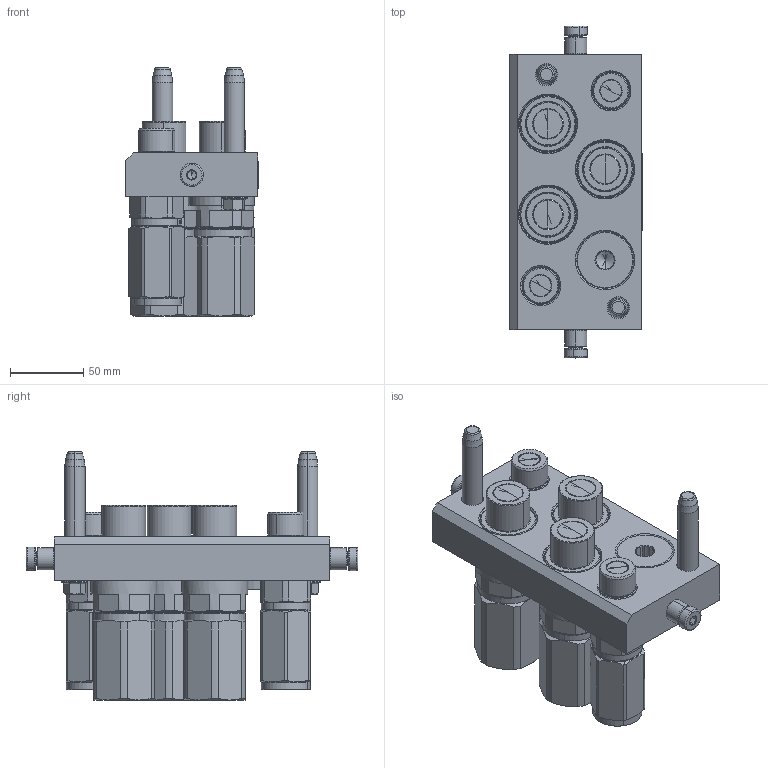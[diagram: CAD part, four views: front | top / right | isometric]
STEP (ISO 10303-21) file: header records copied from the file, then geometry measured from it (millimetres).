
FILE_DESCRIPTION (( 'STEP AP214' ), '1' );
FILE_NAME ('FASTER_DB.step', '2024-06-13T12:46:18', ( '' ), ( '' ), 'SwSTEP 2.0', 'SolidWorks 2017', '' );
FILE_SCHEMA (( 'AUTOMOTIVE_DESIGN' ));
Length unit declared in the file: millimetre
Products named in the file (13): 4830_021_1000_000.prt; 4830_013_3000_030; P6I_M_BASE; TAPPO_34; 4830_028_1000_011.prt; FASTER_DB; 3ffnp12_gas_m; et002; 1540_080_0008_000.prt; 3ffnp34_gas_m; 4850_010_8000_000.prt
Assembly tree (19 placements, depth 3):
  FASTER_DB
    P6I_M_BASE
      4850_010_8000_000.prt
      4830_021_1000_000.prt  x2
      4830_028_1000_011.prt  x2
      1540_080_0008_000.prt  x2
      4830_013_3000_030  x2
    3ffnp34_gas_m  x3
      3ffnp34_gas_m
    3ffnp12_gas_m  x2
      3ffnp12_gas_m
    TAPPO_34
    et002
Bounding box: 90.3 x 226.6 x 169.35 mm (x, y, z)
Volume: 45624.4 mm3; surface area: 200316.8 mm2
Topology: 4 solids, 61 shells, 2039 faces, 6484 edges, 4365 vertices
Faces by surface type: plane 1068, cone 381, cylinder 371, bspline 117, torus 102
Entity records: 54044 total; most frequent: CARTESIAN_POINT 14717, ORIENTED_EDGE 6840, DIRECTION 6446, EDGE_CURVE 3777, VERTEX_POINT 2516, VECTOR 2320, LINE 2320, AXIS2_PLACEMENT_3D 2063
